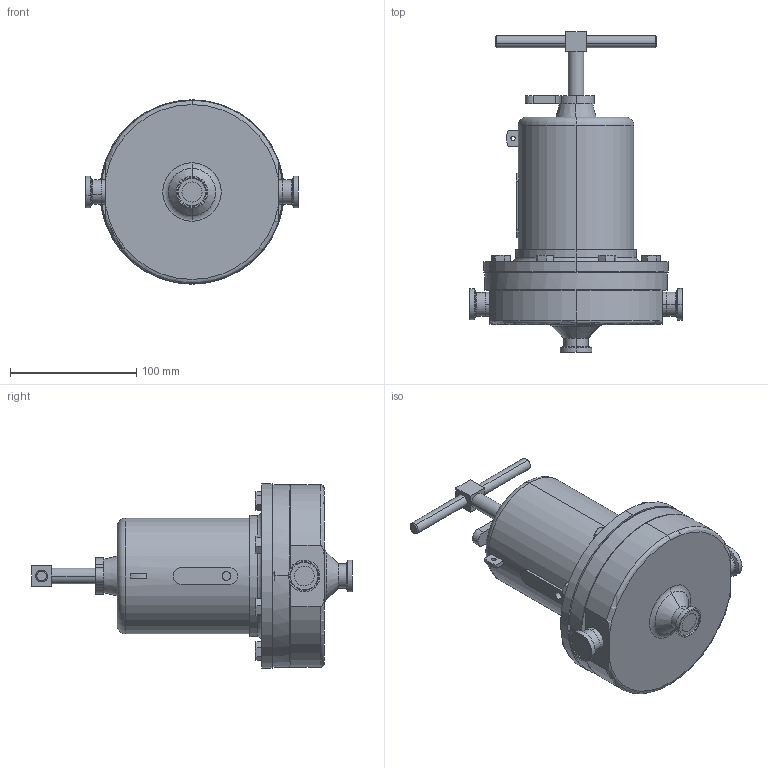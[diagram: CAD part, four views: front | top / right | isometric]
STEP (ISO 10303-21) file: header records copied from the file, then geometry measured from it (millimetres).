
FILE_DESCRIPTION (( 'STEP AP203' ), '1' );
FILE_NAME ('95FT-075-6L.STEP', '2023-03-21T16:38:54', ( '' ), ( '' ), 'SwSTEP 2.0', 'SolidWorks 2022', '' );
FILE_SCHEMA (( 'CONFIG_CONTROL_DESIGN' ));
Length unit declared in the file: inch
Products named in the file (1): 95FT-075-6L
Bounding box: 168.15 x 254 x 146.05 mm (x, y, z)
Volume: 1619443.6 mm3; surface area: 129179.4 mm2
Topology: 1 solids, 4 shells, 307 faces, 731 edges, 460 vertices
Faces by surface type: plane 100, cylinder 74, cone 68, bspline 48, torus 17
Entity records: 47256 total; most frequent: CARTESIAN_POINT 40587, ORIENTED_EDGE 1462, DIRECTION 1231, EDGE_CURVE 731, AXIS2_PLACEMENT_3D 506, VERTEX_POINT 460, EDGE_LOOP 369, ADVANCED_FACE 307
